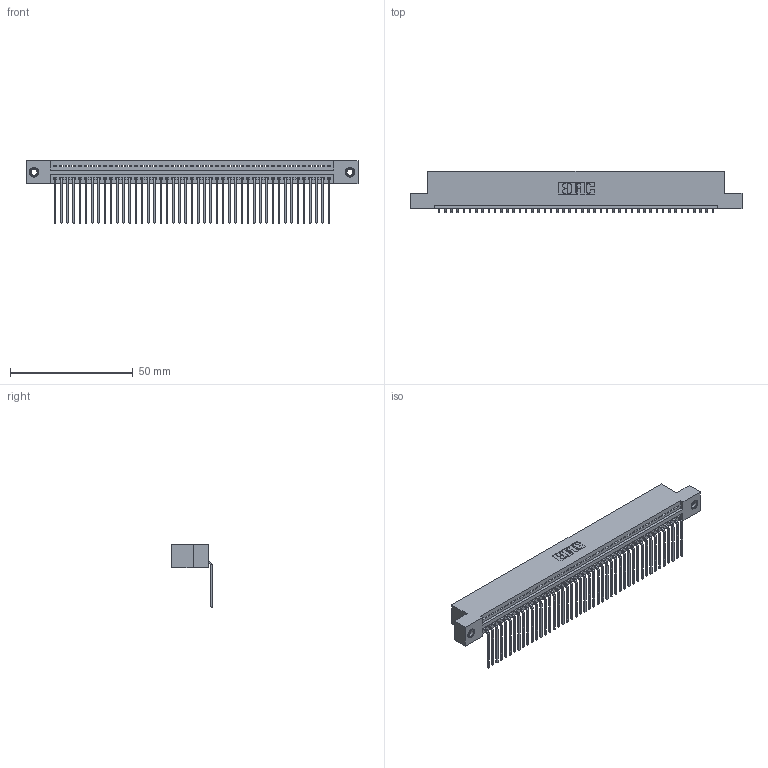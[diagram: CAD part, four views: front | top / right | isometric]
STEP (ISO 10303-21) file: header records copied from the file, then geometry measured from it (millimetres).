
FILE_DESCRIPTION (( 'STEP AP203' ), '1' );
FILE_NAME ('395-045-559-107.STEP', '2019-10-22T19:38:36', ( '' ), ( '' ), 'SwSTEP 2.0', 'SolidWorks 2016', '' );
FILE_SCHEMA (( 'CONFIG_CONTROL_DESIGN' ));
Length unit declared in the file: inch
Products named in the file (4): 345 Part_Flush Mounting Lugs - 0.156 Dia-TI; 395-045-559-107; 345-250-001_345-250-005-103; 345-292-001_558 559 Tail - 1
Assembly tree (48 placements, depth 2):
  395-045-559-107
    345 Part_Flush Mounting Lugs - 0.156 Dia-TI
    345-292-001_558 559 Tail - 1  x45
    345-250-001_345-250-005-103  x2
Bounding box: 135.51 x 16.75 x 25.53 mm (x, y, z)
Volume: 13031.8 mm3; surface area: 18272.4 mm2
Topology: 48 solids, 48 shells, 2886 faces, 8667 edges, 5710 vertices
Faces by surface type: plane 2002, cylinder 868, cone 12, torus 4
Entity records: 34734 total; most frequent: CARTESIAN_POINT 5998, ORIENTED_EDGE 5970, DIRECTION 5261, EDGE_CURVE 2985, LINE 2653, VECTOR 2653, VERTEX_POINT 1984, AXIS2_PLACEMENT_3D 1304
